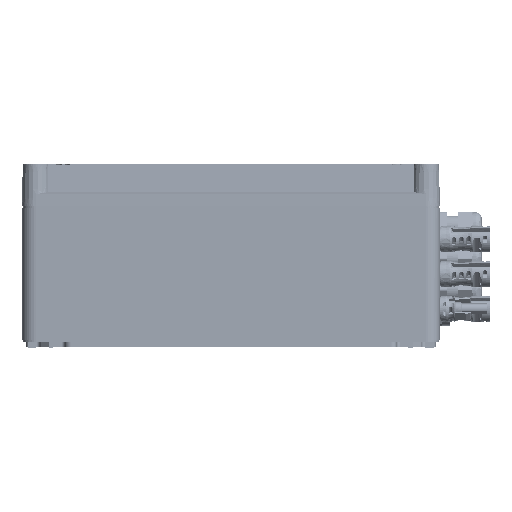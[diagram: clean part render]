
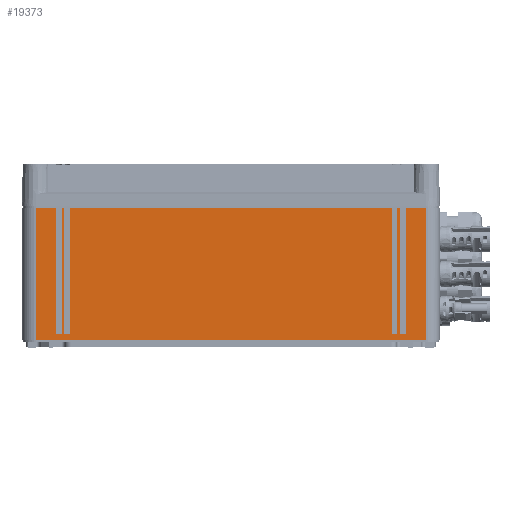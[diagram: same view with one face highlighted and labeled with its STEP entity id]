
A CAD part, left-side view. The second image highlights one B-rep face of the part: STEP entity #19373.
In plain terms, the highlighted planar face has unit normal (-1, 0, 0).
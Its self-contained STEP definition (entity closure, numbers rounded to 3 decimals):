
#19336=AXIS2_PLACEMENT_3D('Plane Axis2P3D',#19333,#19334,#19335) ;
#18481=CARTESIAN_POINT('Vertex',(0.,305.525,100.356)) ;
#18488=CARTESIAN_POINT('Vertex',(0.,301.525,100.356)) ;
#18491=CARTESIAN_POINT('Line Origine',(0.,303.525,100.356)) ;
#18509=CARTESIAN_POINT('Line Origine',(0.,305.525,55.178)) ;
#18513=CARTESIAN_POINT('Vertex',(0.,305.525,10.)) ;
#18533=CARTESIAN_POINT('Vertex',(0.,301.525,10.)) ;
#18536=CARTESIAN_POINT('Line Origine',(0.,303.525,10.)) ;
#18554=CARTESIAN_POINT('Line Origine',(0.,301.525,55.178)) ;
#18571=CARTESIAN_POINT('Vertex',(0.,64.525,100.356)) ;
#18578=CARTESIAN_POINT('Vertex',(0.,60.525,100.356)) ;
#18581=CARTESIAN_POINT('Line Origine',(0.,62.525,100.356)) ;
#18599=CARTESIAN_POINT('Line Origine',(0.,64.525,55.178)) ;
#18603=CARTESIAN_POINT('Vertex',(0.,64.525,10.)) ;
#18623=CARTESIAN_POINT('Vertex',(0.,60.525,10.)) ;
#18626=CARTESIAN_POINT('Line Origine',(0.,62.525,10.)) ;
#18644=CARTESIAN_POINT('Line Origine',(0.,60.525,55.178)) ;
#18661=CARTESIAN_POINT('Vertex',(0.,311.525,100.356)) ;
#18668=CARTESIAN_POINT('Vertex',(0.,307.525,100.356)) ;
#18671=CARTESIAN_POINT('Line Origine',(0.,309.525,100.356)) ;
#18689=CARTESIAN_POINT('Line Origine',(0.,311.525,55.178)) ;
#18693=CARTESIAN_POINT('Vertex',(0.,311.525,10.)) ;
#18713=CARTESIAN_POINT('Vertex',(0.,307.525,10.)) ;
#18716=CARTESIAN_POINT('Line Origine',(0.,309.525,10.)) ;
#18734=CARTESIAN_POINT('Line Origine',(0.,307.525,55.178)) ;
#18751=CARTESIAN_POINT('Vertex',(0.,70.525,100.356)) ;
#18758=CARTESIAN_POINT('Vertex',(0.,66.525,100.356)) ;
#18761=CARTESIAN_POINT('Line Origine',(0.,68.525,100.356)) ;
#18779=CARTESIAN_POINT('Line Origine',(0.,70.525,55.178)) ;
#18783=CARTESIAN_POINT('Vertex',(0.,70.525,10.)) ;
#18803=CARTESIAN_POINT('Vertex',(0.,66.525,10.)) ;
#18806=CARTESIAN_POINT('Line Origine',(0.,68.525,10.)) ;
#18824=CARTESIAN_POINT('Line Origine',(0.,66.525,55.178)) ;
#18898=CARTESIAN_POINT('Vertex',(0.,46.025,6.)) ;
#18901=CARTESIAN_POINT('Line Origine',(0.,186.025,6.)) ;
#18905=CARTESIAN_POINT('Vertex',(0.,326.025,6.)) ;
#19144=CARTESIAN_POINT('Vertex',(0.,46.025,100.5)) ;
#19147=CARTESIAN_POINT('Line Origine',(0.,46.025,52.64)) ;
#19313=CARTESIAN_POINT('Line Origine',(0.,326.025,106.)) ;
#19317=CARTESIAN_POINT('Vertex',(0.,326.025,100.5)) ;
#19333=CARTESIAN_POINT('Axis2P3D Location',(0.,46.025,106.)) ;
#19338=CARTESIAN_POINT('Line Origine',(0.,186.025,100.5)) ;
#18492=DIRECTION('Vector Direction',(0.,1.,0.)) ;
#18510=DIRECTION('Vector Direction',(0.,0.,1.)) ;
#18537=DIRECTION('Vector Direction',(0.,1.,0.)) ;
#18555=DIRECTION('Vector Direction',(0.,0.,-1.)) ;
#18582=DIRECTION('Vector Direction',(0.,1.,0.)) ;
#18600=DIRECTION('Vector Direction',(0.,0.,1.)) ;
#18627=DIRECTION('Vector Direction',(0.,1.,0.)) ;
#18645=DIRECTION('Vector Direction',(0.,0.,-1.)) ;
#18672=DIRECTION('Vector Direction',(0.,1.,0.)) ;
#18690=DIRECTION('Vector Direction',(0.,0.,1.)) ;
#18717=DIRECTION('Vector Direction',(0.,1.,0.)) ;
#18735=DIRECTION('Vector Direction',(0.,0.,-1.)) ;
#18762=DIRECTION('Vector Direction',(0.,1.,0.)) ;
#18780=DIRECTION('Vector Direction',(0.,0.,1.)) ;
#18807=DIRECTION('Vector Direction',(0.,1.,0.)) ;
#18825=DIRECTION('Vector Direction',(0.,0.,-1.)) ;
#18902=DIRECTION('Vector Direction',(0.,1.,0.)) ;
#19148=DIRECTION('Vector Direction',(0.,0.,1.)) ;
#19314=DIRECTION('Vector Direction',(0.,0.,-1.)) ;
#19334=DIRECTION('Axis2P3D Direction',(-1.,0.,0.)) ;
#19335=DIRECTION('Axis2P3D XDirection',(0.,1.,0.)) ;
#19339=DIRECTION('Vector Direction',(0.,-1.,0.)) ;
#18493=VECTOR('Line Direction',#18492,1.) ;
#18511=VECTOR('Line Direction',#18510,1.) ;
#18538=VECTOR('Line Direction',#18537,1.) ;
#18556=VECTOR('Line Direction',#18555,1.) ;
#18583=VECTOR('Line Direction',#18582,1.) ;
#18601=VECTOR('Line Direction',#18600,1.) ;
#18628=VECTOR('Line Direction',#18627,1.) ;
#18646=VECTOR('Line Direction',#18645,1.) ;
#18673=VECTOR('Line Direction',#18672,1.) ;
#18691=VECTOR('Line Direction',#18690,1.) ;
#18718=VECTOR('Line Direction',#18717,1.) ;
#18736=VECTOR('Line Direction',#18735,1.) ;
#18763=VECTOR('Line Direction',#18762,1.) ;
#18781=VECTOR('Line Direction',#18780,1.) ;
#18808=VECTOR('Line Direction',#18807,1.) ;
#18826=VECTOR('Line Direction',#18825,1.) ;
#18903=VECTOR('Line Direction',#18902,1.) ;
#19149=VECTOR('Line Direction',#19148,1.) ;
#19315=VECTOR('Line Direction',#19314,1.) ;
#19340=VECTOR('Line Direction',#19339,1.) ;
#19344=ORIENTED_EDGE('',*,*,#19151,.F.) ;
#19345=ORIENTED_EDGE('',*,*,#19342,.F.) ;
#19346=ORIENTED_EDGE('',*,*,#19319,.T.) ;
#19347=ORIENTED_EDGE('',*,*,#18907,.F.) ;
#19350=ORIENTED_EDGE('',*,*,#18828,.T.) ;
#19351=ORIENTED_EDGE('',*,*,#18810,.T.) ;
#19352=ORIENTED_EDGE('',*,*,#18785,.T.) ;
#19353=ORIENTED_EDGE('',*,*,#18765,.F.) ;
#19356=ORIENTED_EDGE('',*,*,#18738,.T.) ;
#19357=ORIENTED_EDGE('',*,*,#18720,.T.) ;
#19358=ORIENTED_EDGE('',*,*,#18695,.T.) ;
#19359=ORIENTED_EDGE('',*,*,#18675,.F.) ;
#19362=ORIENTED_EDGE('',*,*,#18648,.T.) ;
#19363=ORIENTED_EDGE('',*,*,#18630,.T.) ;
#19364=ORIENTED_EDGE('',*,*,#18605,.T.) ;
#19365=ORIENTED_EDGE('',*,*,#18585,.F.) ;
#19368=ORIENTED_EDGE('',*,*,#18558,.T.) ;
#19369=ORIENTED_EDGE('',*,*,#18540,.T.) ;
#19370=ORIENTED_EDGE('',*,*,#18515,.T.) ;
#19371=ORIENTED_EDGE('',*,*,#18495,.F.) ;
#19354=FACE_BOUND('',#19349,.T.) ;
#19360=FACE_BOUND('',#19355,.T.) ;
#19366=FACE_BOUND('',#19361,.T.) ;
#19372=FACE_BOUND('',#19367,.T.) ;
#19373=ADVANCED_FACE('PVN',(#19348,#19354,#19360,#19366,#19372),#19337,.T.) ;
#18495=EDGE_CURVE('',#18489,#18482,#18494,.T.) ;
#18515=EDGE_CURVE('',#18514,#18482,#18512,.T.) ;
#18540=EDGE_CURVE('',#18534,#18514,#18539,.T.) ;
#18558=EDGE_CURVE('',#18489,#18534,#18557,.T.) ;
#18585=EDGE_CURVE('',#18579,#18572,#18584,.T.) ;
#18605=EDGE_CURVE('',#18604,#18572,#18602,.T.) ;
#18630=EDGE_CURVE('',#18624,#18604,#18629,.T.) ;
#18648=EDGE_CURVE('',#18579,#18624,#18647,.T.) ;
#18675=EDGE_CURVE('',#18669,#18662,#18674,.T.) ;
#18695=EDGE_CURVE('',#18694,#18662,#18692,.T.) ;
#18720=EDGE_CURVE('',#18714,#18694,#18719,.T.) ;
#18738=EDGE_CURVE('',#18669,#18714,#18737,.T.) ;
#18765=EDGE_CURVE('',#18759,#18752,#18764,.T.) ;
#18785=EDGE_CURVE('',#18784,#18752,#18782,.T.) ;
#18810=EDGE_CURVE('',#18804,#18784,#18809,.T.) ;
#18828=EDGE_CURVE('',#18759,#18804,#18827,.T.) ;
#18907=EDGE_CURVE('',#18899,#18906,#18904,.T.) ;
#19151=EDGE_CURVE('',#19145,#18899,#19150,.F.) ;
#19319=EDGE_CURVE('',#19318,#18906,#19316,.T.) ;
#19342=EDGE_CURVE('',#19318,#19145,#19341,.T.) ;
#19343=EDGE_LOOP('',(#19344,#19345,#19346,#19347)) ;
#19349=EDGE_LOOP('',(#19350,#19351,#19352,#19353)) ;
#19355=EDGE_LOOP('',(#19356,#19357,#19358,#19359)) ;
#19361=EDGE_LOOP('',(#19362,#19363,#19364,#19365)) ;
#19367=EDGE_LOOP('',(#19368,#19369,#19370,#19371)) ;
#19348=FACE_OUTER_BOUND('',#19343,.T.) ;
#18494=LINE('Line',#18491,#18493) ;
#18512=LINE('Line',#18509,#18511) ;
#18539=LINE('Line',#18536,#18538) ;
#18557=LINE('Line',#18554,#18556) ;
#18584=LINE('Line',#18581,#18583) ;
#18602=LINE('Line',#18599,#18601) ;
#18629=LINE('Line',#18626,#18628) ;
#18647=LINE('Line',#18644,#18646) ;
#18674=LINE('Line',#18671,#18673) ;
#18692=LINE('Line',#18689,#18691) ;
#18719=LINE('Line',#18716,#18718) ;
#18737=LINE('Line',#18734,#18736) ;
#18764=LINE('Line',#18761,#18763) ;
#18782=LINE('Line',#18779,#18781) ;
#18809=LINE('Line',#18806,#18808) ;
#18827=LINE('Line',#18824,#18826) ;
#18904=LINE('Line',#18901,#18903) ;
#19150=LINE('Line',#19147,#19149) ;
#19316=LINE('Line',#19313,#19315) ;
#19341=LINE('Line',#19338,#19340) ;
#19337=PLANE('',#19336) ;
#18482=VERTEX_POINT('',#18481) ;
#18489=VERTEX_POINT('',#18488) ;
#18514=VERTEX_POINT('',#18513) ;
#18534=VERTEX_POINT('',#18533) ;
#18572=VERTEX_POINT('',#18571) ;
#18579=VERTEX_POINT('',#18578) ;
#18604=VERTEX_POINT('',#18603) ;
#18624=VERTEX_POINT('',#18623) ;
#18662=VERTEX_POINT('',#18661) ;
#18669=VERTEX_POINT('',#18668) ;
#18694=VERTEX_POINT('',#18693) ;
#18714=VERTEX_POINT('',#18713) ;
#18752=VERTEX_POINT('',#18751) ;
#18759=VERTEX_POINT('',#18758) ;
#18784=VERTEX_POINT('',#18783) ;
#18804=VERTEX_POINT('',#18803) ;
#18899=VERTEX_POINT('',#18898) ;
#18906=VERTEX_POINT('',#18905) ;
#19145=VERTEX_POINT('',#19144) ;
#19318=VERTEX_POINT('',#19317) ;
